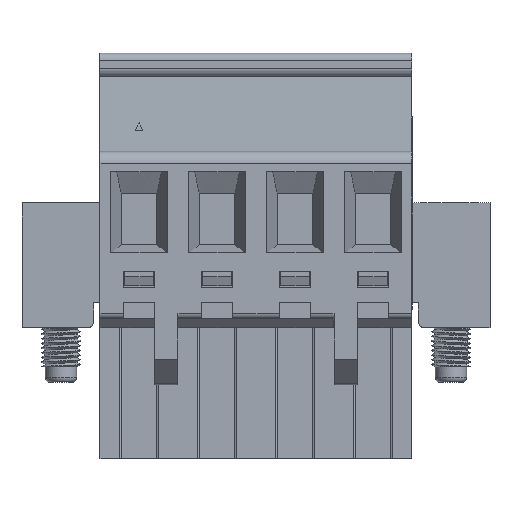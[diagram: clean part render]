
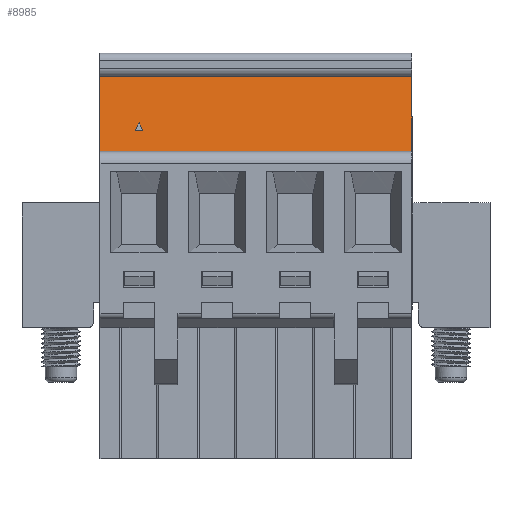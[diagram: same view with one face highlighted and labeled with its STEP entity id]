
A CAD part, top view. The second image highlights one B-rep face of the part: STEP entity #8985.
In plain terms, the highlighted planar face has unit normal (0, 0.144, 0.99).
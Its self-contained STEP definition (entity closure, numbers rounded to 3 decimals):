
#341 = CARTESIAN_POINT ( 'NONE',  ( 2.5, 21.529, 10.733 ) ) ;
#387 = VECTOR ( 'NONE', #9946, 1000. ) ;
#433 = VERTEX_POINT ( 'NONE', #17901 ) ;
#1064 = EDGE_CURVE ( 'NONE', #4478, #10904, #2671, .T. ) ;
#2671 = LINE ( 'NONE', #20495, #17941 ) ;
#2752 = ORIENTED_EDGE ( 'NONE', *, *, #1064, .T. ) ;
#3130 = EDGE_CURVE ( 'NONE', #26271, #26902, #28379, .T. ) ;
#3673 = VECTOR ( 'NONE', #13741, 1000. ) ;
#3904 = VECTOR ( 'NONE', #25285, 1000. ) ;
#3912 = CARTESIAN_POINT ( 'NONE',  ( 7.135, 30.799, 9.381 ) ) ;
#4478 = VERTEX_POINT ( 'NONE', #29291 ) ;
#6499 = CARTESIAN_POINT ( 'NONE',  ( 0., 24.5, 10.3 ) ) ;
#6569 = PLANE ( 'NONE',  #27967 ) ;
#6606 = ORIENTED_EDGE ( 'NONE', *, *, #10324, .F. ) ;
#7215 = ORIENTED_EDGE ( 'NONE', *, *, #19941, .F. ) ;
#8985 = ADVANCED_FACE ( 'NONE', ( #20926, #27169 ), #6569, .T. ) ;
#9448 = DIRECTION ( 'NONE',  ( 0., -0.99, 0.144 ) ) ;
#9946 = DIRECTION ( 'NONE',  ( -1., 0., 0. ) ) ;
#10324 = EDGE_CURVE ( 'NONE', #37736, #32900, #27492, .T. ) ;
#10481 = DIRECTION ( 'NONE',  ( 1., 0., 0. ) ) ;
#10904 = VERTEX_POINT ( 'NONE', #19789 ) ;
#12707 = VECTOR ( 'NONE', #21241, 1000. ) ;
#12896 = EDGE_LOOP ( 'NONE', ( #6606, #31421, #2752, #7215 ) ) ;
#12968 = LINE ( 'NONE', #25265, #3673 ) ;
#13741 = DIRECTION ( 'NONE',  ( 0., 0.99, -0.144 ) ) ;
#14690 = EDGE_CURVE ( 'NONE', #26902, #433, #16154, .T. ) ;
#14738 = CARTESIAN_POINT ( 'NONE',  ( 0., 19.7, 11. ) ) ;
#16154 = LINE ( 'NONE', #16902, #20769 ) ;
#16902 = CARTESIAN_POINT ( 'NONE',  ( 20., 21.029, 10.806 ) ) ;
#17075 = ORIENTED_EDGE ( 'NONE', *, *, #14690, .F. ) ;
#17901 = CARTESIAN_POINT ( 'NONE',  ( 2.75, 21.029, 10.806 ) ) ;
#17941 = VECTOR ( 'NONE', #20298, 1000. ) ;
#19233 = DIRECTION ( 'NONE',  ( -0.443, 0.887, -0.129 ) ) ;
#19789 = CARTESIAN_POINT ( 'NONE',  ( 0., 24.5, 10.3 ) ) ;
#19941 = EDGE_CURVE ( 'NONE', #32900, #10904, #27107, .T. ) ;
#20298 = DIRECTION ( 'NONE',  ( -1., 0., 0. ) ) ;
#20495 = CARTESIAN_POINT ( 'NONE',  ( 20., 24.5, 10.3 ) ) ;
#20618 = CARTESIAN_POINT ( 'NONE',  ( 2.25, 21.029, 10.806 ) ) ;
#20766 = VECTOR ( 'NONE', #19233, 1000. ) ;
#20769 = VECTOR ( 'NONE', #10481, 1000. ) ;
#20926 = FACE_BOUND ( 'NONE', #27551, .T. ) ;
#21241 = DIRECTION ( 'NONE',  ( 0., 0.99, -0.144 ) ) ;
#22178 = LINE ( 'NONE', #34058, #20766 ) ;
#24256 = CARTESIAN_POINT ( 'NONE',  ( 20., 24.5, 10.3 ) ) ;
#25265 = CARTESIAN_POINT ( 'NONE',  ( 20., 24.5, 10.3 ) ) ;
#25285 = DIRECTION ( 'NONE',  ( -0.443, -0.887, 0.129 ) ) ;
#26271 = VERTEX_POINT ( 'NONE', #341 ) ;
#26333 = ORIENTED_EDGE ( 'NONE', *, *, #32820, .F. ) ;
#26902 = VERTEX_POINT ( 'NONE', #20618 ) ;
#27107 = LINE ( 'NONE', #6499, #12707 ) ;
#27169 = FACE_OUTER_BOUND ( 'NONE', #12896, .T. ) ;
#27374 = EDGE_CURVE ( 'NONE', #37736, #4478, #12968, .T. ) ;
#27492 = LINE ( 'NONE', #30393, #387 ) ;
#27551 = EDGE_LOOP ( 'NONE', ( #26333, #17075, #32881 ) ) ;
#27967 = AXIS2_PLACEMENT_3D ( 'NONE', #24256, #36123, #9448 ) ;
#28379 = LINE ( 'NONE', #3912, #3904 ) ;
#29291 = CARTESIAN_POINT ( 'NONE',  ( 20., 24.5, 10.3 ) ) ;
#30393 = CARTESIAN_POINT ( 'NONE',  ( 20., 19.7, 11. ) ) ;
#31421 = ORIENTED_EDGE ( 'NONE', *, *, #27374, .T. ) ;
#32820 = EDGE_CURVE ( 'NONE', #433, #26271, #22178, .T. ) ;
#32881 = ORIENTED_EDGE ( 'NONE', *, *, #3130, .F. ) ;
#32900 = VERTEX_POINT ( 'NONE', #14738 ) ;
#33025 = CARTESIAN_POINT ( 'NONE',  ( 20., 19.7, 11. ) ) ;
#34058 = CARTESIAN_POINT ( 'NONE',  ( 4.748, 17.033, 11.389 ) ) ;
#36123 = DIRECTION ( 'NONE',  ( 0., 0.144, 0.99 ) ) ;
#37736 = VERTEX_POINT ( 'NONE', #33025 ) ;
